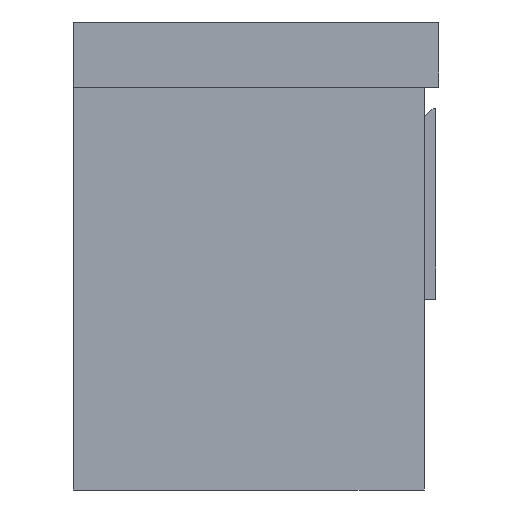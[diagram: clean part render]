
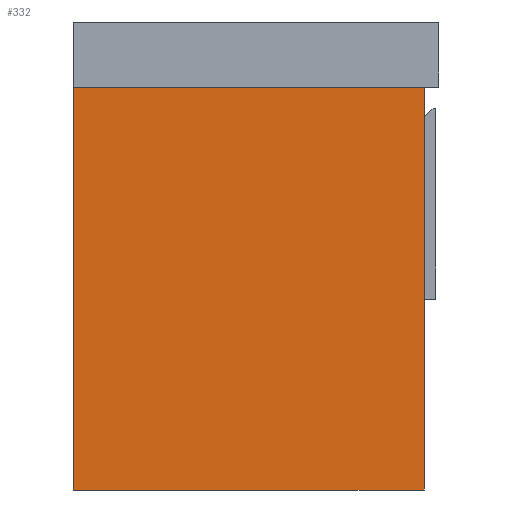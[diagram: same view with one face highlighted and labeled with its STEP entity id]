
A CAD part, left-side view. The second image highlights one B-rep face of the part: STEP entity #332.
In plain terms, the highlighted planar face has unit normal (-1, 0, 0).
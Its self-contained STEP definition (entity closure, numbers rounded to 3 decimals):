
#332=ADVANCED_FACE('',(#409),#1316,.T.);
#409=FACE_OUTER_BOUND('',#486,.T.);
#486=EDGE_LOOP('',(#800,#801,#802,#803));
#800=ORIENTED_EDGE('',*,*,#974,.T.);
#801=ORIENTED_EDGE('',*,*,#975,.T.);
#802=ORIENTED_EDGE('',*,*,#976,.T.);
#803=ORIENTED_EDGE('',*,*,#972,.F.);
#972=EDGE_CURVE('',#1240,#1241,#1135,.T.);
#974=EDGE_CURVE('',#1240,#1242,#1137,.T.);
#975=EDGE_CURVE('',#1242,#1243,#1138,.T.);
#976=EDGE_CURVE('',#1243,#1241,#1139,.T.);
#1135=B_SPLINE_CURVE_WITH_KNOTS('',1,(#2376,#2377),.UNSPECIFIED.,.F.,.F.,
(2,2),(0.,480.),.UNSPECIFIED.);
#1137=B_SPLINE_CURVE_WITH_KNOTS('',1,(#2380,#2381),.UNSPECIFIED.,.F.,.F.,
(2,2),(0.,550.),.UNSPECIFIED.);
#1138=B_SPLINE_CURVE_WITH_KNOTS('',1,(#2382,#2383),.UNSPECIFIED.,.F.,.F.,
(2,2),(0.,480.),.UNSPECIFIED.);
#1139=B_SPLINE_CURVE_WITH_KNOTS('',1,(#2384,#2385),.UNSPECIFIED.,.F.,.F.,
(2,2),(0.,550.),.UNSPECIFIED.);
#1240=VERTEX_POINT('',#2362);
#1241=VERTEX_POINT('',#2363);
#1242=VERTEX_POINT('',#2364);
#1243=VERTEX_POINT('',#2365);
#1316=PLANE('',#1493);
#1493=AXIS2_PLACEMENT_3D('',#2354,#1582,$);
#1582=DIRECTION('',(-1.,0.,0.));
#2354=CARTESIAN_POINT('',(-594.,330.,-48.));
#2362=CARTESIAN_POINT('',(-594.,275.,0.));
#2363=CARTESIAN_POINT('',(-594.,275.,480.));
#2364=CARTESIAN_POINT('',(-594.,-275.,0.));
#2365=CARTESIAN_POINT('',(-594.,-275.,480.));
#2376=CARTESIAN_POINT('',(-594.,275.,0.));
#2377=CARTESIAN_POINT('',(-594.,275.,480.));
#2380=CARTESIAN_POINT('',(-594.,275.,0.));
#2381=CARTESIAN_POINT('',(-594.,-275.,0.));
#2382=CARTESIAN_POINT('',(-594.,-275.,0.));
#2383=CARTESIAN_POINT('',(-594.,-275.,480.));
#2384=CARTESIAN_POINT('',(-594.,-275.,480.));
#2385=CARTESIAN_POINT('',(-594.,275.,480.));
